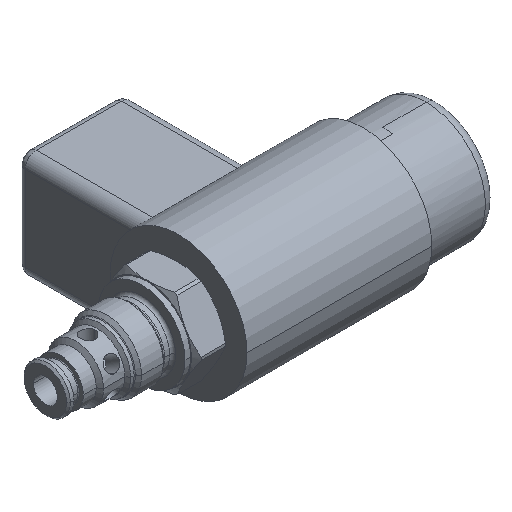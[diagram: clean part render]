
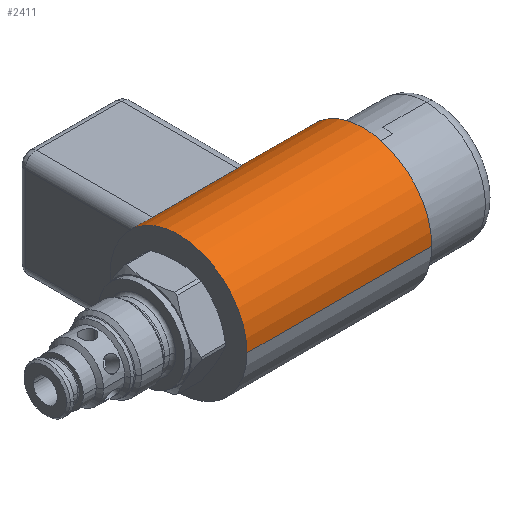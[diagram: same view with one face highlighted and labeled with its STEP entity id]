
A CAD part, isometric view. The second image highlights one B-rep face of the part: STEP entity #2411.
In plain terms, the highlighted cylindrical face has radius 18.5 mm (diameter 37 mm), a partial arc.
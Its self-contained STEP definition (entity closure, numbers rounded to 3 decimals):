
#301=CARTESIAN_POINT('',(10.,0.,0.));
#302=DIRECTION('',(1.,0.,0.));
#303=DIRECTION('',(0.,1.,0.));
#304=AXIS2_PLACEMENT_3D('',#301,#302,#303);
#351=DIRECTION('',(1.,0.,0.));
#352=VECTOR('',#351,23.);
#353=CARTESIAN_POINT('',(14.5,11.489,14.5));
#354=LINE('',#353,#352);
#355=DIRECTION('',(1.,0.,0.));
#356=VECTOR('',#355,19.5);
#357=CARTESIAN_POINT('',(40.5,18.5,0.));
#358=LINE('',#357,#356);
#359=DIRECTION('',(1.,0.,0.));
#360=VECTOR('',#359,1.5);
#361=CARTESIAN_POINT('',(10.,18.5,0.));
#362=LINE('',#361,#360);
#460=CARTESIAN_POINT('',(14.5,11.489,14.5));
#461=CARTESIAN_POINT('',(14.411,11.489,14.5));
#462=CARTESIAN_POINT('',(14.23,11.499,14.492));
#463=CARTESIAN_POINT('',(13.958,11.546,14.455));
#464=CARTESIAN_POINT('',(13.68,11.626,14.391));
#465=CARTESIAN_POINT('',(13.394,11.744,14.294));
#466=CARTESIAN_POINT('',(13.101,11.906,14.161));
#467=CARTESIAN_POINT('',(12.802,12.116,13.982));
#468=CARTESIAN_POINT('',(12.504,12.378,13.751));
#469=CARTESIAN_POINT('',(12.222,12.688,13.466));
#470=CARTESIAN_POINT('',(11.969,13.037,13.129));
#471=CARTESIAN_POINT('',(11.762,13.408,12.75));
#472=CARTESIAN_POINT('',(11.61,13.785,12.342));
#473=CARTESIAN_POINT('',(11.519,14.154,11.917));
#474=CARTESIAN_POINT('',(11.5,14.382,11.638));
#475=CARTESIAN_POINT('',(11.5,14.491,11.5));
#481=CARTESIAN_POINT('',(11.5,0.,0.));
#482=DIRECTION('',(-1.,0.,0.));
#483=DIRECTION('',(0.,0.783,0.622));
#484=AXIS2_PLACEMENT_3D('',#481,#482,#483);
#495=DIRECTION('',(1.,0.,0.));
#496=VECTOR('',#495,50.);
#497=CARTESIAN_POINT('',(10.,-18.5,0.));
#498=LINE('',#497,#496);
#504=CARTESIAN_POINT('',(40.5,0.,0.));
#505=DIRECTION('',(1.,0.,0.));
#506=DIRECTION('',(0.,1.,0.));
#507=AXIS2_PLACEMENT_3D('',#504,#505,#506);
#536=CARTESIAN_POINT('',(40.5,14.491,11.5));
#537=CARTESIAN_POINT('',(40.5,14.381,11.639));
#538=CARTESIAN_POINT('',(40.481,14.153,11.918));
#539=CARTESIAN_POINT('',(40.39,13.785,12.342));
#540=CARTESIAN_POINT('',(40.238,13.408,12.751));
#541=CARTESIAN_POINT('',(40.031,13.037,13.129));
#542=CARTESIAN_POINT('',(39.778,12.687,13.467));
#543=CARTESIAN_POINT('',(39.495,12.377,13.752));
#544=CARTESIAN_POINT('',(39.198,12.115,13.982));
#545=CARTESIAN_POINT('',(38.899,11.906,14.161));
#546=CARTESIAN_POINT('',(38.606,11.744,14.294));
#547=CARTESIAN_POINT('',(38.319,11.626,14.391));
#548=CARTESIAN_POINT('',(38.041,11.546,14.455));
#549=CARTESIAN_POINT('',(37.77,11.499,14.492));
#550=CARTESIAN_POINT('',(37.589,11.489,14.5));
#551=CARTESIAN_POINT('',(37.5,11.489,14.5));
#612=CARTESIAN_POINT('',(60.,0.,0.));
#613=DIRECTION('',(-1.,0.,0.));
#614=DIRECTION('',(0.,-1.,0.));
#615=AXIS2_PLACEMENT_3D('',#612,#613,#614);
#1864=CARTESIAN_POINT('',(10.,18.5,0.));
#1865=CARTESIAN_POINT('',(10.,-18.5,0.));
#1866=VERTEX_POINT('',#1864);
#1867=VERTEX_POINT('',#1865);
#1868=CARTESIAN_POINT('',(14.5,11.489,14.5));
#1869=CARTESIAN_POINT('',(37.5,11.489,14.5));
#1870=VERTEX_POINT('',#1868);
#1871=VERTEX_POINT('',#1869);
#1872=VERTEX_POINT('',#536);
#1873=CARTESIAN_POINT('',(40.5,18.5,0.));
#1874=VERTEX_POINT('',#1873);
#1875=CARTESIAN_POINT('',(60.,18.5,0.));
#1876=VERTEX_POINT('',#1875);
#1877=CARTESIAN_POINT('',(60.,-18.5,0.));
#1878=VERTEX_POINT('',#1877);
#1879=CARTESIAN_POINT('',(11.5,18.5,0.));
#1880=VERTEX_POINT('',#1879);
#1881=CARTESIAN_POINT('',(11.5,14.491,11.5));
#1882=VERTEX_POINT('',#1881);
#2385=CARTESIAN_POINT('',(-30.8,0.,0.));
#2386=DIRECTION('',(1.,0.,0.));
#2387=DIRECTION('',(0.,-1.,0.));
#2388=AXIS2_PLACEMENT_3D('',#2385,#2386,#2387);
#2389=CYLINDRICAL_SURFACE('',#2388,18.5);
#2391=ORIENTED_EDGE('',*,*,#2390,.T.);
#2393=ORIENTED_EDGE('',*,*,#2392,.F.);
#2395=ORIENTED_EDGE('',*,*,#2394,.F.);
#2397=ORIENTED_EDGE('',*,*,#2396,.T.);
#2399=ORIENTED_EDGE('',*,*,#2398,.F.);
#2401=ORIENTED_EDGE('',*,*,#2400,.F.);
#2402=ORIENTED_EDGE('',*,*,#2364,.F.);
#2404=ORIENTED_EDGE('',*,*,#2403,.T.);
#2406=ORIENTED_EDGE('',*,*,#2405,.F.);
#2408=ORIENTED_EDGE('',*,*,#2407,.F.);
#2409=EDGE_LOOP('',(#2391,#2393,#2395,#2397,#2399,#2401,#2402,#2404,#2406,
#2408));
#2410=FACE_OUTER_BOUND('',#2409,.F.);
#305=CIRCLE('',#304,18.5);
#476=B_SPLINE_CURVE_WITH_KNOTS('',3,(#460,#461,#462,#463,#464,#465,#466,#467,
#468,#469,#470,#471,#472,#473,#474,#475),.UNSPECIFIED.,.F.,.F.,(4,1,1,1,1,1,1,1,
1,1,1,1,1,4),(0.,0.077,0.154,0.231,
0.308,0.385,0.462,0.538,
0.615,0.692,0.769,0.846,
0.923,1.),.UNSPECIFIED.);
#485=CIRCLE('',#484,18.5);
#508=CIRCLE('',#507,18.5);
#552=B_SPLINE_CURVE_WITH_KNOTS('',3,(#536,#537,#538,#539,#540,#541,#542,#543,
#544,#545,#546,#547,#548,#549,#550,#551),.UNSPECIFIED.,.F.,.F.,(4,1,1,1,1,1,1,1,
1,1,1,1,1,4),(0.,0.077,0.154,0.231,
0.308,0.385,0.462,0.538,
0.615,0.692,0.769,0.846,
0.923,1.),.UNSPECIFIED.);
#616=CIRCLE('',#615,18.5);
#2364=EDGE_CURVE('',#1866,#1867,#305,.T.);
#2390=EDGE_CURVE('',#1870,#1871,#354,.T.);
#2392=EDGE_CURVE('',#1872,#1871,#552,.T.);
#2394=EDGE_CURVE('',#1874,#1872,#508,.T.);
#2396=EDGE_CURVE('',#1874,#1876,#358,.T.);
#2398=EDGE_CURVE('',#1878,#1876,#616,.T.);
#2400=EDGE_CURVE('',#1867,#1878,#498,.T.);
#2403=EDGE_CURVE('',#1866,#1880,#362,.T.);
#2405=EDGE_CURVE('',#1882,#1880,#485,.T.);
#2407=EDGE_CURVE('',#1870,#1882,#476,.T.);
#2411=ADVANCED_FACE('',(#2410),#2389,.T.);
